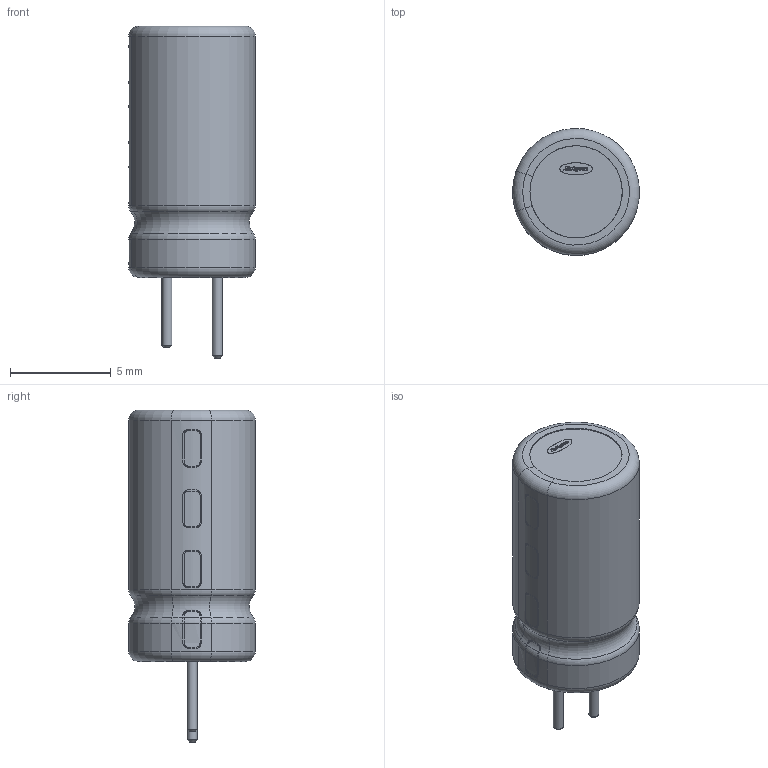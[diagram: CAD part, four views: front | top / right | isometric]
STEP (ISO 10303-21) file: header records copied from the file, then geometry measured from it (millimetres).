
FILE_DESCRIPTION(/* description */ (''),/* implementation_level */ '2;1');
FILE_NAME(/* name */ '2.stp',/* time_stamp */ '2021-08-11T11:38:04+02:00',/* author */ ('Karim'),/* organization */ (''),/* preprocessor_version */ 'ST-DEVELOPER v15.6',/* originating_system */ 'Autodesk Inventor 2015',/* authorisation */ '');
FILE_SCHEMA (('CONFIG_CONTROL_DESIGN','AUTOMOTIVE_DESIGN { 1 0 10303 214 3 1 1 }'));
Length unit declared in the file: inch
Products named in the file (8): 3; 11; 22; 44; 55; 66; Rubycom Logo; 2
Bounding box: 6.29 x 6.29 x 16.5 mm (x, y, z)
Volume: 380.2 mm3; surface area: 724 mm2
Topology: 18 solids, 18 shells, 346 faces, 958 edges, 638 vertices
Faces by surface type: plane 144, bspline 98, cylinder 86, torus 16, cone 2
Full cylindrical faces by diameter (mm): 0.5 x2, 4.341 x1, 4.586 x1
Entity records: 13159 total; most frequent: CARTESIAN_POINT 4779, ORIENTED_EDGE 1904, DIRECTION 1355, EDGE_CURVE 952, VERTEX_POINT 638, LINE 509, VECTOR 509, AXIS2_PLACEMENT_3D 423
